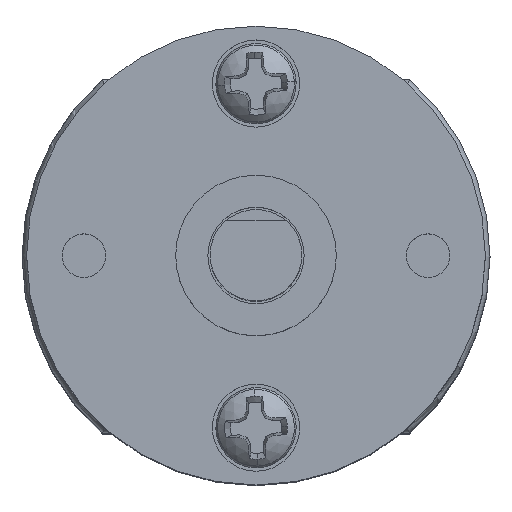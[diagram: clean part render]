
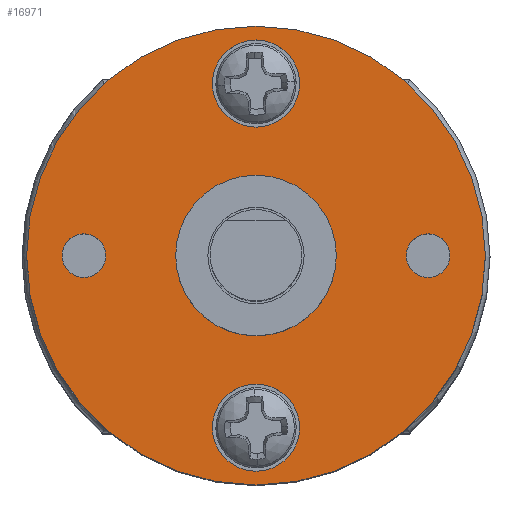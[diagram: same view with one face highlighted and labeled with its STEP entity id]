
A CAD part, top view. The second image highlights one B-rep face of the part: STEP entity #16971.
In plain terms, the highlighted planar face has unit normal (0, 0, 1).
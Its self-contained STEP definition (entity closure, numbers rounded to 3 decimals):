
#72 = AXIS2_PLACEMENT_3D ( 'NONE', #17897, #11289, #19556 ) ;
#183 = EDGE_LOOP ( 'NONE', ( #17650, #20978 ) ) ;
#328 = CARTESIAN_POINT ( 'NONE',  ( 23.894, 21.003, 45.507 ) ) ;
#483 = CARTESIAN_POINT ( 'NONE',  ( 23.894, 28.503, 45.507 ) ) ;
#668 = CARTESIAN_POINT ( 'NONE',  ( 23.894, 26.603, 45.507 ) ) ;
#700 = FACE_BOUND ( 'NONE', #13192, .T. ) ;
#902 = DIRECTION ( 'NONE',  ( 0., 0., 1. ) ) ;
#1051 = CARTESIAN_POINT ( 'NONE',  ( 23.894, 28.503, 45.507 ) ) ;
#1285 = EDGE_CURVE ( 'NONE', #8034, #12085, #6666, .T. ) ;
#1536 = CIRCLE ( 'NONE', #17058, 3.5 ) ;
#1632 = CIRCLE ( 'NONE', #19995, 10. ) ;
#1780 = ORIENTED_EDGE ( 'NONE', *, *, #19805, .F. ) ;
#2238 = FACE_OUTER_BOUND ( 'NONE', #20801, .T. ) ;
#2586 = DIRECTION ( 'NONE',  ( 0., 0., 1. ) ) ;
#2725 = ORIENTED_EDGE ( 'NONE', *, *, #20704, .F. ) ;
#2832 = DIRECTION ( 'NONE',  ( 0., 1., 0. ) ) ;
#2848 = CARTESIAN_POINT ( 'NONE',  ( 23.894, 21.003, 45.507 ) ) ;
#3013 = CARTESIAN_POINT ( 'NONE',  ( 23.894, 17.503, 45.507 ) ) ;
#3074 = EDGE_CURVE ( 'NONE', #5923, #16392, #9404, .T. ) ;
#3163 = VERTEX_POINT ( 'NONE', #10988 ) ;
#3282 = AXIS2_PLACEMENT_3D ( 'NONE', #13894, #15487, #10762 ) ;
#3796 = EDGE_CURVE ( 'NONE', #10236, #13766, #1632, .T. ) ;
#3843 = DIRECTION ( 'NONE',  ( 0., 1., 0. ) ) ;
#3946 = DIRECTION ( 'NONE',  ( 0., 0., 1. ) ) ;
#4098 = AXIS2_PLACEMENT_3D ( 'NONE', #12497, #902, #19147 ) ;
#4100 = DIRECTION ( 'NONE',  ( 0., 0., 1. ) ) ;
#4356 = AXIS2_PLACEMENT_3D ( 'NONE', #1051, #4489, #11040 ) ;
#4395 = CARTESIAN_POINT ( 'NONE',  ( 23.894, 21.003, 45.507 ) ) ;
#4489 = DIRECTION ( 'NONE',  ( 0., 0., -1. ) ) ;
#4522 = DIRECTION ( 'NONE',  ( 0., -1., 0. ) ) ;
#4793 = CARTESIAN_POINT ( 'NONE',  ( 16.394, 21.953, 45.507 ) ) ;
#5127 = ORIENTED_EDGE ( 'NONE', *, *, #13930, .T. ) ;
#5446 = CARTESIAN_POINT ( 'NONE',  ( 23.894, 13.503, 45.507 ) ) ;
#5797 = AXIS2_PLACEMENT_3D ( 'NONE', #10665, #19059, #9255 ) ;
#5923 = VERTEX_POINT ( 'NONE', #17074 ) ;
#6151 = CARTESIAN_POINT ( 'NONE',  ( 31.394, 21.003, 45.507 ) ) ;
#6311 = VERTEX_POINT ( 'NONE', #19750 ) ;
#6666 = CIRCLE ( 'NONE', #10023, 3.5 ) ;
#6953 = AXIS2_PLACEMENT_3D ( 'NONE', #6151, #2586, #4522 ) ;
#7017 = EDGE_LOOP ( 'NONE', ( #18540, #14741 ) ) ;
#7102 = FACE_BOUND ( 'NONE', #7017, .T. ) ;
#7344 = DIRECTION ( 'NONE',  ( 0., 0., -1. ) ) ;
#7879 = DIRECTION ( 'NONE',  ( 0., 0., -1. ) ) ;
#8034 = VERTEX_POINT ( 'NONE', #3013 ) ;
#8618 = CIRCLE ( 'NONE', #16072, 1.9 ) ;
#8624 = DIRECTION ( 'NONE',  ( 0., 1., 0. ) ) ;
#8876 = EDGE_CURVE ( 'NONE', #15556, #3163, #20242, .T. ) ;
#8974 = CARTESIAN_POINT ( 'NONE',  ( 16.394, 21.003, 45.507 ) ) ;
#9087 = CARTESIAN_POINT ( 'NONE',  ( 23.894, 11.003, 45.507 ) ) ;
#9255 = DIRECTION ( 'NONE',  ( 0., -1., 0. ) ) ;
#9282 = DIRECTION ( 'NONE',  ( 0., 0., 1. ) ) ;
#9335 = ORIENTED_EDGE ( 'NONE', *, *, #13729, .F. ) ;
#9404 = CIRCLE ( 'NONE', #13718, 1.9 ) ;
#9527 = ORIENTED_EDGE ( 'NONE', *, *, #3796, .F. ) ;
#9759 = CIRCLE ( 'NONE', #5797, 0.95 ) ;
#10023 = AXIS2_PLACEMENT_3D ( 'NONE', #13960, #9282, #2832 ) ;
#10236 = VERTEX_POINT ( 'NONE', #17154 ) ;
#10665 = CARTESIAN_POINT ( 'NONE',  ( 16.394, 21.003, 45.507 ) ) ;
#10762 = DIRECTION ( 'NONE',  ( 0., 1., 0. ) ) ;
#10988 = CARTESIAN_POINT ( 'NONE',  ( 31.394, 20.053, 45.507 ) ) ;
#11040 = DIRECTION ( 'NONE',  ( 0., 1., 0. ) ) ;
#11289 = DIRECTION ( 'NONE',  ( 0., 0., 1. ) ) ;
#11341 = AXIS2_PLACEMENT_3D ( 'NONE', #2848, #7879, #16071 ) ;
#11413 = ORIENTED_EDGE ( 'NONE', *, *, #12515, .F. ) ;
#11502 = CIRCLE ( 'NONE', #3282, 10. ) ;
#12085 = VERTEX_POINT ( 'NONE', #16132 ) ;
#12497 = CARTESIAN_POINT ( 'NONE',  ( 23.894, 13.503, 45.507 ) ) ;
#12515 = EDGE_CURVE ( 'NONE', #20489, #17082, #9759, .T. ) ;
#13192 = EDGE_LOOP ( 'NONE', ( #5127, #18433 ) ) ;
#13299 = EDGE_CURVE ( 'NONE', #3163, #15556, #13326, .T. ) ;
#13326 = CIRCLE ( 'NONE', #6953, 0.95 ) ;
#13718 = AXIS2_PLACEMENT_3D ( 'NONE', #5446, #3946, #17080 ) ;
#13729 = EDGE_CURVE ( 'NONE', #13766, #10236, #11502, .T. ) ;
#13766 = VERTEX_POINT ( 'NONE', #9087 ) ;
#13894 = CARTESIAN_POINT ( 'NONE',  ( 23.894, 21.003, 45.507 ) ) ;
#13922 = CARTESIAN_POINT ( 'NONE',  ( 31.394, 21.953, 45.507 ) ) ;
#13930 = EDGE_CURVE ( 'NONE', #18559, #6311, #16374, .T. ) ;
#13960 = CARTESIAN_POINT ( 'NONE',  ( 23.894, 21.003, 45.507 ) ) ;
#14313 = FACE_BOUND ( 'NONE', #19104, .T. ) ;
#14353 = EDGE_CURVE ( 'NONE', #6311, #18559, #8618, .T. ) ;
#14738 = AXIS2_PLACEMENT_3D ( 'NONE', #8974, #4100, #18615 ) ;
#14741 = ORIENTED_EDGE ( 'NONE', *, *, #8876, .F. ) ;
#14962 = CARTESIAN_POINT ( 'NONE',  ( 16.394, 20.053, 45.507 ) ) ;
#15487 = DIRECTION ( 'NONE',  ( 0., 0., -1. ) ) ;
#15556 = VERTEX_POINT ( 'NONE', #13922 ) ;
#15783 = PLANE ( 'NONE',  #11341 ) ;
#16071 = DIRECTION ( 'NONE',  ( 0., 1., 0. ) ) ;
#16072 = AXIS2_PLACEMENT_3D ( 'NONE', #483, #18563, #3843 ) ;
#16132 = CARTESIAN_POINT ( 'NONE',  ( 23.894, 24.503, 45.507 ) ) ;
#16302 = EDGE_LOOP ( 'NONE', ( #11413, #2725 ) ) ;
#16374 = CIRCLE ( 'NONE', #4356, 1.9 ) ;
#16392 = VERTEX_POINT ( 'NONE', #16627 ) ;
#16627 = CARTESIAN_POINT ( 'NONE',  ( 23.894, 11.603, 45.507 ) ) ;
#16971 = ADVANCED_FACE ( 'NONE', ( #14313, #20996, #7102, #2238, #19217, #700 ), #15783, .F. ) ;
#17058 = AXIS2_PLACEMENT_3D ( 'NONE', #328, #20068, #8624 ) ;
#17074 = CARTESIAN_POINT ( 'NONE',  ( 23.894, 15.403, 45.507 ) ) ;
#17080 = DIRECTION ( 'NONE',  ( 0., -1., 0. ) ) ;
#17082 = VERTEX_POINT ( 'NONE', #4793 ) ;
#17154 = CARTESIAN_POINT ( 'NONE',  ( 23.894, 31.003, 45.507 ) ) ;
#17298 = CIRCLE ( 'NONE', #4098, 1.9 ) ;
#17650 = ORIENTED_EDGE ( 'NONE', *, *, #20520, .F. ) ;
#17716 = CIRCLE ( 'NONE', #14738, 0.95 ) ;
#17774 = ORIENTED_EDGE ( 'NONE', *, *, #3074, .F. ) ;
#17897 = CARTESIAN_POINT ( 'NONE',  ( 31.394, 21.003, 45.507 ) ) ;
#18433 = ORIENTED_EDGE ( 'NONE', *, *, #14353, .T. ) ;
#18540 = ORIENTED_EDGE ( 'NONE', *, *, #13299, .F. ) ;
#18559 = VERTEX_POINT ( 'NONE', #668 ) ;
#18563 = DIRECTION ( 'NONE',  ( 0., 0., -1. ) ) ;
#18615 = DIRECTION ( 'NONE',  ( 0., -1., 0. ) ) ;
#18996 = DIRECTION ( 'NONE',  ( 0., 1., 0. ) ) ;
#19059 = DIRECTION ( 'NONE',  ( 0., 0., 1. ) ) ;
#19104 = EDGE_LOOP ( 'NONE', ( #1780, #17774 ) ) ;
#19147 = DIRECTION ( 'NONE',  ( 0., -1., 0. ) ) ;
#19217 = FACE_BOUND ( 'NONE', #183, .T. ) ;
#19556 = DIRECTION ( 'NONE',  ( 0., -1., 0. ) ) ;
#19750 = CARTESIAN_POINT ( 'NONE',  ( 23.894, 30.403, 45.507 ) ) ;
#19805 = EDGE_CURVE ( 'NONE', #16392, #5923, #17298, .T. ) ;
#19995 = AXIS2_PLACEMENT_3D ( 'NONE', #4395, #7344, #18996 ) ;
#20068 = DIRECTION ( 'NONE',  ( 0., 0., 1. ) ) ;
#20242 = CIRCLE ( 'NONE', #72, 0.95 ) ;
#20489 = VERTEX_POINT ( 'NONE', #14962 ) ;
#20520 = EDGE_CURVE ( 'NONE', #12085, #8034, #1536, .T. ) ;
#20704 = EDGE_CURVE ( 'NONE', #17082, #20489, #17716, .T. ) ;
#20801 = EDGE_LOOP ( 'NONE', ( #9335, #9527 ) ) ;
#20978 = ORIENTED_EDGE ( 'NONE', *, *, #1285, .F. ) ;
#20996 = FACE_BOUND ( 'NONE', #16302, .T. ) ;
